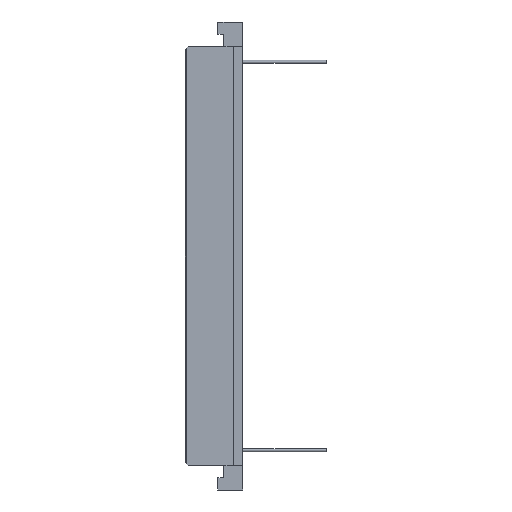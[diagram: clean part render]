
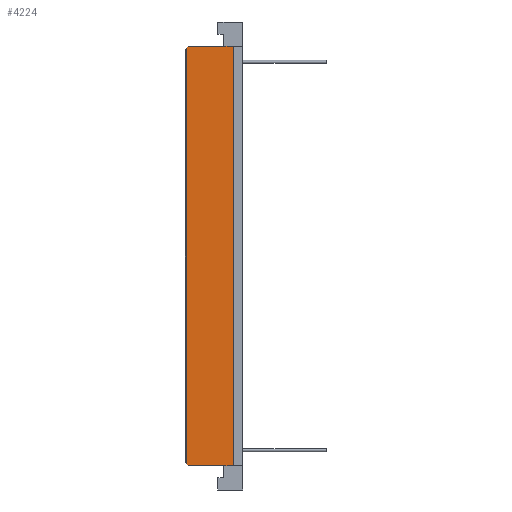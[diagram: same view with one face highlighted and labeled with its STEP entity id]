
A CAD part, left-side view. The second image highlights one B-rep face of the part: STEP entity #4224.
In plain terms, the highlighted planar face has unit normal (-1, 0, 0).
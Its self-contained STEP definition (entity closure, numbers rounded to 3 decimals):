
#126 = LINE ( 'NONE', #2623, #3942 ) ;
#393 = VERTEX_POINT ( 'NONE', #3364 ) ;
#421 = CARTESIAN_POINT ( 'NONE',  ( -34.864, 27.592, 42.5 ) ) ;
#450 = ORIENTED_EDGE ( 'NONE', *, *, #974, .T. ) ;
#501 = CARTESIAN_POINT ( 'NONE',  ( -34.864, 36.927, 0.315 ) ) ;
#609 = DIRECTION ( 'NONE',  ( 0., -1., 0. ) ) ;
#645 = CARTESIAN_POINT ( 'NONE',  ( -34.864, 36.612, 0. ) ) ;
#816 = LINE ( 'NONE', #3292, #3925 ) ;
#916 = DIRECTION ( 'NONE',  ( 0., 0.707, -0.707 ) ) ;
#969 = DIRECTION ( 'NONE',  ( 0., -1., 0. ) ) ;
#974 = EDGE_CURVE ( 'NONE', #3511, #3095, #816, .T. ) ;
#1067 = EDGE_CURVE ( 'NONE', #1143, #2290, #4163, .T. ) ;
#1082 = CARTESIAN_POINT ( 'NONE',  ( -34.864, 36.942, 84.67 ) ) ;
#1093 = ORIENTED_EDGE ( 'NONE', *, *, #3667, .F. ) ;
#1122 = VERTEX_POINT ( 'NONE', #645 ) ;
#1143 = VERTEX_POINT ( 'NONE', #3585 ) ;
#1150 = ORIENTED_EDGE ( 'NONE', *, *, #1067, .F. ) ;
#1182 = EDGE_CURVE ( 'NONE', #1143, #3511, #126, .T. ) ;
#1260 = CARTESIAN_POINT ( 'NONE',  ( -34.864, 36.942, 0. ) ) ;
#1308 = EDGE_CURVE ( 'NONE', #2290, #393, #3242, .T. ) ;
#1447 = ORIENTED_EDGE ( 'NONE', *, *, #1308, .F. ) ;
#1599 = CARTESIAN_POINT ( 'NONE',  ( -34.864, 36.942, 0.33 ) ) ;
#1953 = ORIENTED_EDGE ( 'NONE', *, *, #1182, .T. ) ;
#2039 = CARTESIAN_POINT ( 'NONE',  ( -34.864, 31.442, 85. ) ) ;
#2156 = LINE ( 'NONE', #2825, #3789 ) ;
#2242 = DIRECTION ( 'NONE',  ( 0., 0.707, 0.707 ) ) ;
#2290 = VERTEX_POINT ( 'NONE', #2639 ) ;
#2291 = DIRECTION ( 'NONE',  ( -1., 0., 0. ) ) ;
#2407 = VECTOR ( 'NONE', #2738, 1000. ) ;
#2513 = VECTOR ( 'NONE', #2242, 1000. ) ;
#2623 = CARTESIAN_POINT ( 'NONE',  ( -34.864, 36.612, 85. ) ) ;
#2639 = CARTESIAN_POINT ( 'NONE',  ( -34.864, 27.592, 85. ) ) ;
#2738 = DIRECTION ( 'NONE',  ( 0., 0., -1. ) ) ;
#2825 = CARTESIAN_POINT ( 'NONE',  ( -34.864, 31.442, 0. ) ) ;
#2950 = ORIENTED_EDGE ( 'NONE', *, *, #3922, .F. ) ;
#3010 = FACE_OUTER_BOUND ( 'NONE', #3157, .T. ) ;
#3095 = VERTEX_POINT ( 'NONE', #1599 ) ;
#3101 = VECTOR ( 'NONE', #969, 1000. ) ;
#3157 = EDGE_LOOP ( 'NONE', ( #1447, #1150, #1953, #450, #1093, #2950 ) ) ;
#3231 = AXIS2_PLACEMENT_3D ( 'NONE', #1260, #2291, #609 ) ;
#3242 = LINE ( 'NONE', #421, #2407 ) ;
#3292 = CARTESIAN_POINT ( 'NONE',  ( -34.864, 36.942, 42.5 ) ) ;
#3364 = CARTESIAN_POINT ( 'NONE',  ( -34.864, 27.592, 0. ) ) ;
#3511 = VERTEX_POINT ( 'NONE', #1082 ) ;
#3585 = CARTESIAN_POINT ( 'NONE',  ( -34.864, 36.612, 85. ) ) ;
#3667 = EDGE_CURVE ( 'NONE', #1122, #3095, #4034, .T. ) ;
#3789 = VECTOR ( 'NONE', #3795, 1000. ) ;
#3795 = DIRECTION ( 'NONE',  ( 0., 1., 0. ) ) ;
#3922 = EDGE_CURVE ( 'NONE', #393, #1122, #2156, .T. ) ;
#3925 = VECTOR ( 'NONE', #4005, 1000. ) ;
#3942 = VECTOR ( 'NONE', #916, 1000. ) ;
#4005 = DIRECTION ( 'NONE',  ( 0., 0., -1. ) ) ;
#4034 = LINE ( 'NONE', #501, #2513 ) ;
#4163 = LINE ( 'NONE', #2039, #3101 ) ;
#4224 = ADVANCED_FACE ( 'F54', ( #3010 ), #4263, .T. ) ;
#4263 = PLANE ( 'NONE',  #3231 ) ;
